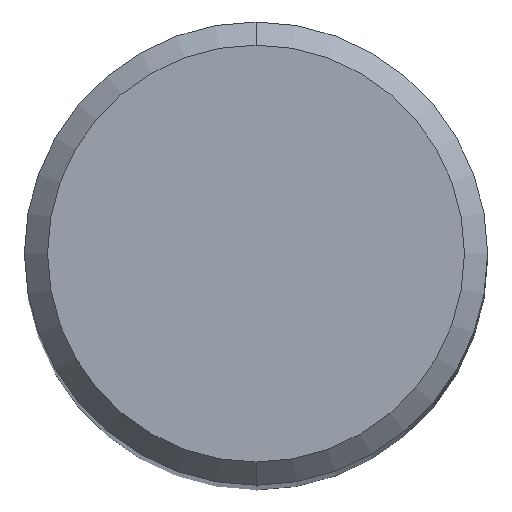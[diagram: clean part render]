
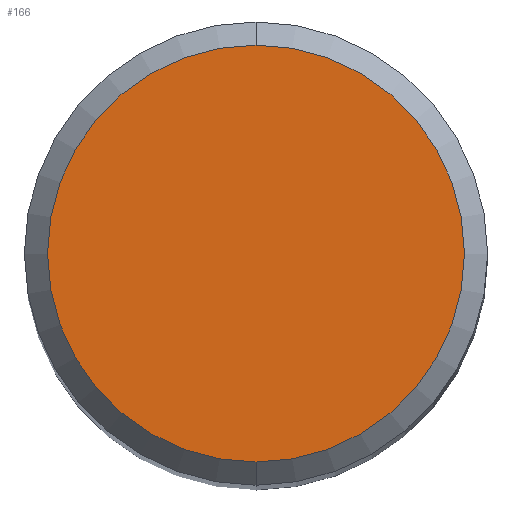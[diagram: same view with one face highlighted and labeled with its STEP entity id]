
A CAD part, top view. The second image highlights one B-rep face of the part: STEP entity #166.
In plain terms, the highlighted planar face has unit normal (0, 0, 1).
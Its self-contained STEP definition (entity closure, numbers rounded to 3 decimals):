
#100=EDGE_CURVE('',#182,#180,#223,.T.);
#148=EDGE_CURVE('',#180,#182,#278,.T.);
#166=ADVANCED_FACE('',(#297),#298,.T.);
#180=VERTEX_POINT('',#315);
#182=VERTEX_POINT('',#317);
#223=CIRCLE('',#358,4.5);
#278=CIRCLE('',#423,4.5);
#297=FACE_OUTER_BOUND('',#449,.T.);
#298=PLANE('',#450);
#315=CARTESIAN_POINT('',(0.,-4.5,0.0));
#317=CARTESIAN_POINT('',(0.0,4.5,0.0));
#358=AXIS2_PLACEMENT_3D('',#496,#497,#498);
#423=AXIS2_PLACEMENT_3D('',#566,#567,#568);
#449=EDGE_LOOP('',(#589,#590));
#450=AXIS2_PLACEMENT_3D('',#591,#592,#593);
#496=CARTESIAN_POINT('',(0.0,0.0,0.0));
#497=DIRECTION('',(0.0,0.0,-1.0));
#498=DIRECTION('',(0.0,1.0,0.0));
#566=CARTESIAN_POINT('',(0.0,0.0,0.0));
#567=DIRECTION('',(0.0,0.0,-1.0));
#568=DIRECTION('',(0.0,1.0,0.0));
#589=ORIENTED_EDGE('',*,*,#100,.F.);
#590=ORIENTED_EDGE('',*,*,#148,.F.);
#591=CARTESIAN_POINT('',(0.0,2.25,0.0));
#592=DIRECTION('',(-0.0,0.0,1.0));
#593=DIRECTION('',(0.0,-1.0,0.0));
